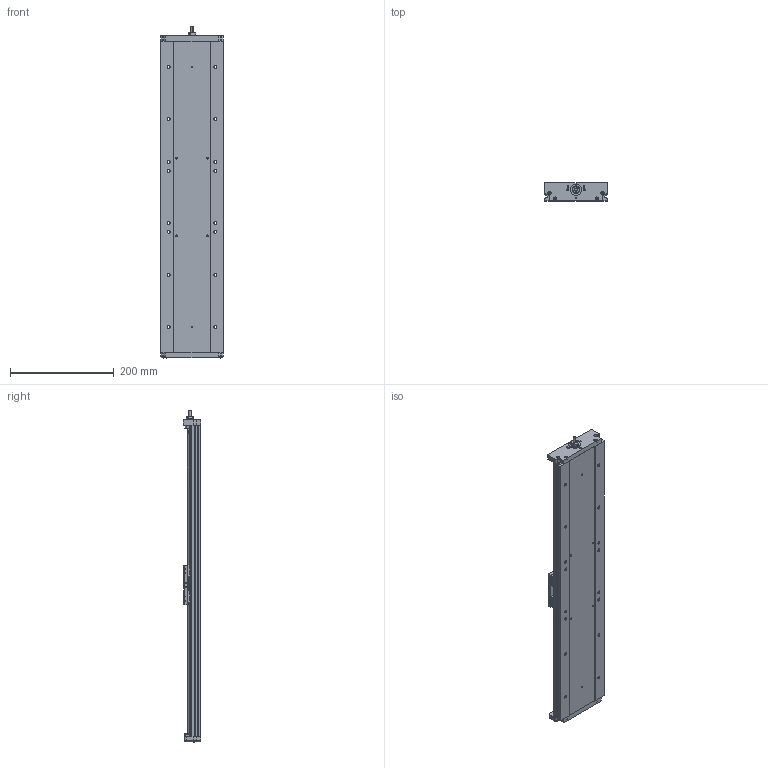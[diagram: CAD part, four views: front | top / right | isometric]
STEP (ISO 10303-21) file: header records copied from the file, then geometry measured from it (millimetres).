
FILE_DESCRIPTION (( 'STEP AP203' ), '1' );
FILE_NAME ('LAHP-33WTM510LP25.step', '2020-12-09T22:34:50', ( '' ), ( '' ), 'SwSTEP 2.0', 'SolidWorks 2019', '' );
FILE_SCHEMA (( 'CONFIG_CONTROL_DESIGN' ));
Length unit declared in the file: inch
Products named in the file (3): LAHP-33WTM510LP25_BASE; LAHP-33WTM510LP25; LAHP-33WTM510LP25_CARRIAGE
Assembly tree (2 placements, depth 2):
  LAHP-33WTM510LP25
    LAHP-33WTM510LP25_BASE
    LAHP-33WTM510LP25_CARRIAGE
Bounding box: 120 x 34.59 x 639.06 mm (x, y, z)
Volume: 964452.3 mm3; surface area: 296646.1 mm2
Topology: 2 solids, 13 shells, 1891 faces, 4608 edges, 2841 vertices
Faces by surface type: cylinder 934, plane 651, cone 286, bspline 14, torus 6
Entity records: 55300 total; most frequent: DIRECTION 10115, CARTESIAN_POINT 10010, ORIENTED_EDGE 8732, EDGE_CURVE 4366, AXIS2_PLACEMENT_3D 3935, VERTEX_POINT 2841, EDGE_LOOP 2315, VECTOR 2245
